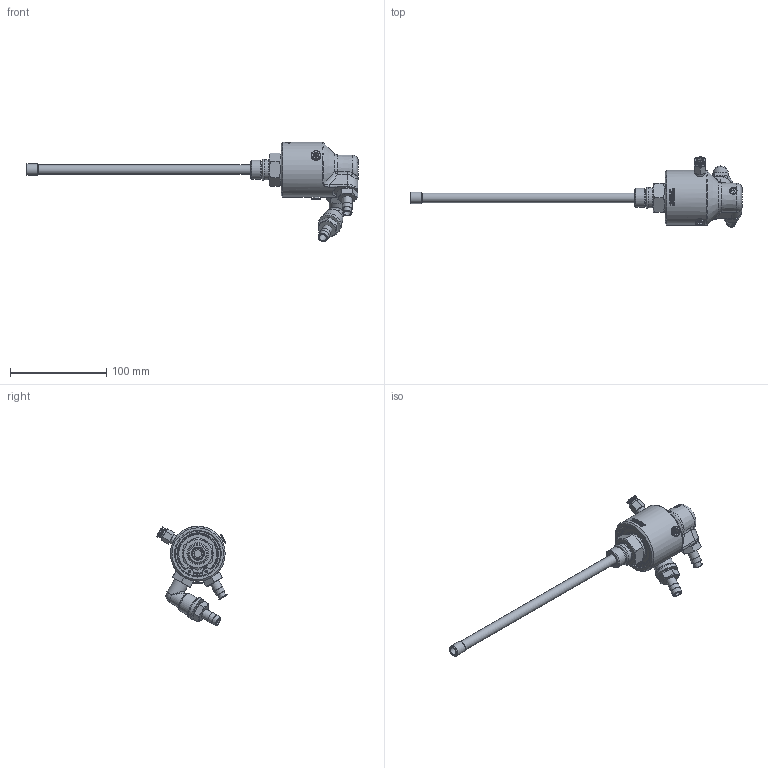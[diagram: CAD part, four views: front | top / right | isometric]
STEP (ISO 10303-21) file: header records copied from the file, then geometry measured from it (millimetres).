
FILE_DESCRIPTION(/* description */ (''),/* implementation_level */ '2;1');
FILE_NAME(/* name */ '157-320-201245-IC.stp',/* time_stamp */ '2021-12-29T13:20:16+01:00',/* author */ ('mskipas'),/* organization */ (''),/* preprocessor_version */ 'ST-DEVELOPER v18.1',/* originating_system */ 'Autodesk Inventor 2022',/* authorisation */ '');
FILE_SCHEMA (('AUTOMOTIVE_DESIGN { 1 0 10303 214 3 1 1 }'));
Length unit declared in the file: millimetre
Products named in the file (1): 157-320-201245-IC
Bounding box: 345.8 x 72.97 x 103.51 mm (x, y, z)
Volume: 188879.4 mm3; surface area: 53626 mm2
Topology: 2 solids, 3 shells, 691 faces, 1738 edges, 1128 vertices
Faces by surface type: bspline 273, plane 215, cylinder 97, cone 77, torus 23, sphere 6
Full cylindrical faces by diameter (mm): 2.48 x2, 4.6 x1, 6 x1, 6.3 x2, 7 x1, 7.5 x3, 8 x2, 8.4 x1, 10 x5, 11.8 x1, 12 x1, 12.7 x1, 14.95 x3, 16 x2, 16.662 x3, 17.7 x2, 20 x1, 20.5 x1, 20.8 x1, 21 x1, 24 x1, 24.4 x1, 25 x1, 27.9 x1, 30.491 x1, 32.1 x1, 39.65 x1, 40.7 x1, 41.9 x1, 42.2 x1
Entity records: 27202 total; most frequent: CARTESIAN_POINT 12090, ORIENTED_EDGE 3468, DIRECTION 2301, EDGE_CURVE 1734, VERTEX_POINT 1128, AXIS2_PLACEMENT_3D 860, EDGE_LOOP 780, FACE_OUTER_BOUND 691
